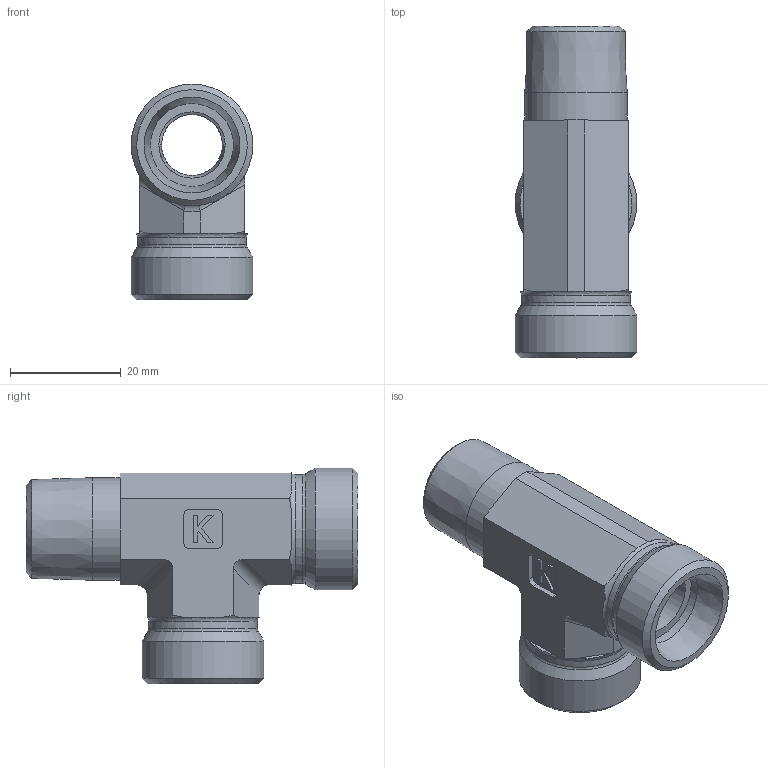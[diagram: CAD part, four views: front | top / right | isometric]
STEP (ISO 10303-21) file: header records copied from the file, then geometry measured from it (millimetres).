
FILE_DESCRIPTION((''),'2;1');
FILE_NAME('2502151822.stp','2014-10-08T11:50:33',(''),('KNOMI spol. s r. o.'),'Autodesk Inventor 2012','Autodesk Inventor 2012','');
FILE_SCHEMA(('AUTOMOTIVE_DESIGN { 1 2 10303 214 0 1 1 1 }'));
Length unit declared in the file: millimetre
Products named in the file (1): TBCM2 15LMkuž M18K/M22
Bounding box: 22 x 60 x 39 mm (x, y, z)
Volume: 14890.8 mm3; surface area: 8543.4 mm2
Topology: 1 solids, 1 shells, 101 faces, 271 edges, 176 vertices
Faces by surface type: plane 65, cylinder 20, cone 12, torus 4
Full cylindrical faces by diameter (mm): 11 x1, 12 x2, 15 x2, 18.532 x1, 19.7 x2, 22 x2
Entity records: 3066 total; most frequent: CARTESIAN_POINT 651, DIRECTION 486, ORIENTED_EDGE 480, EDGE_CURVE 240, AXIS2_PLACEMENT_3D 181, VERTEX_POINT 168, EDGE_LOOP 132, VECTOR 124
